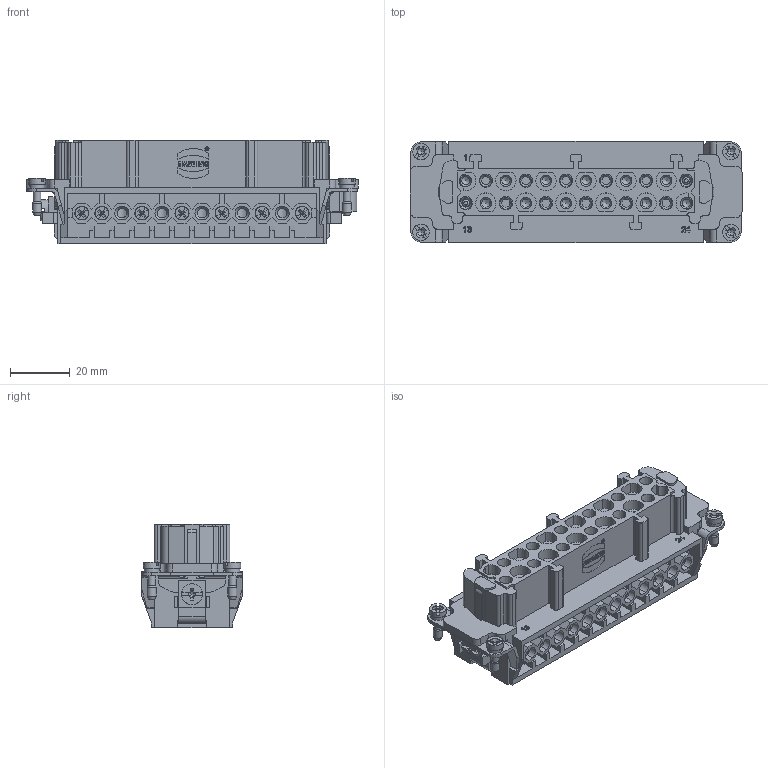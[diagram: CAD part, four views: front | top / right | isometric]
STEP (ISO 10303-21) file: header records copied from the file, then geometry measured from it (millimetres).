
FILE_DESCRIPTION(/* description */ (''),/* implementation_level */ '2;1');
FILE_NAME(/* name */ '100095493ugm000_c.stp',/* time_stamp */ '2019-06-25T10:01:25+02:00',/* author */ (''),/* organization */ (''),/* preprocessor_version */ 'ST-DEVELOPER v16.7',/* originating_system */ 'SIEMENS PLM Software NX 12.0',/* authorisation */ '');
FILE_SCHEMA (('AUTOMOTIVE_DESIGN { 1 0 10303 214 3 1 1 1 }'));
Products named in the file (1): 100095493ugm000_c
Bounding box: 111 x 34 x 34.6 mm (x, y, z)
Volume: 56175.3 mm3; surface area: 36847.2 mm2
Topology: 1 solids, 1 shells, 2716 faces, 7446 edges, 4838 vertices
Faces by surface type: plane 1686, cylinder 351, bspline 291, cone 252, extrusion 125, torus 11
Full cylindrical faces by diameter (mm): 1.139 x1, 1.346 x1, 2.3 x2, 2.438 x2, 2.5 x6, 2.8 x13, 3 x4, 3.05 x11, 3.2 x33, 5 x4, 5.5 x4, 7 x1
Entity records: 119290 total; most frequent: CARTESIAN_POINT 36366, ORIENTED_EDGE 14310, DIRECTION 11261, EDGE_CURVE 7155, VERTEX_POINT 4767, VECTOR 4319, LINE 4194, AXIS2_PLACEMENT_3D 3471
